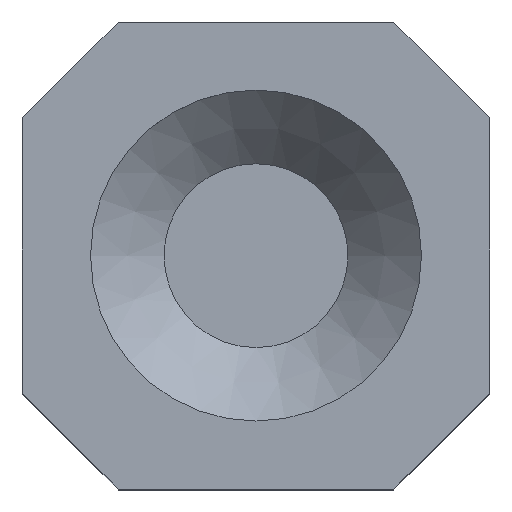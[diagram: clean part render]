
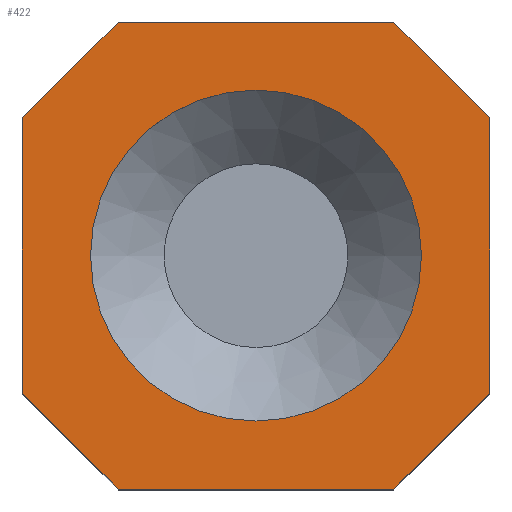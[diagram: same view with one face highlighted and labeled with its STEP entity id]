
A CAD part, top view. The second image highlights one B-rep face of the part: STEP entity #422.
In plain terms, the highlighted planar face has unit normal (0, 0, 1).
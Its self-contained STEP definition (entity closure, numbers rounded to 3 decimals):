
#235 = VERTEX_POINT('',#236);
#236 = CARTESIAN_POINT('',(0.75,1.27,0.));
#244 = VERTEX_POINT('',#245);
#245 = CARTESIAN_POINT('',(1.27,0.75,0.));
#251 = EDGE_CURVE('',#235,#244,#252,.T.);
#252 = LINE('',#253,#254);
#253 = CARTESIAN_POINT('',(0.75,1.27,0.));
#254 = VECTOR('',#255,1.);
#255 = DIRECTION('',(0.707,-0.707,0.));
#268 = VERTEX_POINT('',#269);
#269 = CARTESIAN_POINT('',(-0.75,1.27,0.));
#275 = EDGE_CURVE('',#235,#268,#276,.T.);
#276 = LINE('',#277,#278);
#277 = CARTESIAN_POINT('',(0.75,1.27,0.));
#278 = VECTOR('',#279,1.);
#279 = DIRECTION('',(-1.,0.,0.));
#290 = VERTEX_POINT('',#291);
#291 = CARTESIAN_POINT('',(1.27,-0.75,0.));
#299 = EDGE_CURVE('',#290,#244,#300,.T.);
#300 = LINE('',#301,#302);
#301 = CARTESIAN_POINT('',(1.27,-0.75,0.));
#302 = VECTOR('',#303,1.);
#303 = DIRECTION('',(0.,1.,0.));
#316 = VERTEX_POINT('',#317);
#317 = CARTESIAN_POINT('',(-1.27,0.75,0.));
#323 = EDGE_CURVE('',#268,#316,#324,.T.);
#324 = LINE('',#325,#326);
#325 = CARTESIAN_POINT('',(-0.75,1.27,0.));
#326 = VECTOR('',#327,1.);
#327 = DIRECTION('',(-0.707,-0.707,0.));
#338 = VERTEX_POINT('',#339);
#339 = CARTESIAN_POINT('',(0.75,-1.27,0.));
#347 = EDGE_CURVE('',#338,#290,#348,.T.);
#348 = LINE('',#349,#350);
#349 = CARTESIAN_POINT('',(0.75,-1.27,0.));
#350 = VECTOR('',#351,1.);
#351 = DIRECTION('',(0.707,0.707,0.));
#364 = VERTEX_POINT('',#365);
#365 = CARTESIAN_POINT('',(-1.27,-0.75,0.));
#371 = EDGE_CURVE('',#316,#364,#372,.T.);
#372 = LINE('',#373,#374);
#373 = CARTESIAN_POINT('',(-1.27,0.75,0.));
#374 = VECTOR('',#375,1.);
#375 = DIRECTION('',(0.,-1.,0.));
#386 = VERTEX_POINT('',#387);
#387 = CARTESIAN_POINT('',(-0.75,-1.27,0.));
#395 = EDGE_CURVE('',#386,#338,#396,.T.);
#396 = LINE('',#397,#398);
#397 = CARTESIAN_POINT('',(-0.75,-1.27,0.));
#398 = VECTOR('',#399,1.);
#399 = DIRECTION('',(1.,0.,0.));
#412 = EDGE_CURVE('',#364,#386,#413,.T.);
#413 = LINE('',#414,#415);
#414 = CARTESIAN_POINT('',(-1.27,-0.75,0.));
#415 = VECTOR('',#416,1.);
#416 = DIRECTION('',(0.707,-0.707,0.));
#422 = ADVANCED_FACE('',(#423,#433),#444,.T.);
#423 = FACE_BOUND('',#424,.T.);
#424 = EDGE_LOOP('',(#425,#426,#427,#428,#429,#430,#431,#432));
#425 = ORIENTED_EDGE('',*,*,#251,.F.);
#426 = ORIENTED_EDGE('',*,*,#275,.T.);
#427 = ORIENTED_EDGE('',*,*,#323,.T.);
#428 = ORIENTED_EDGE('',*,*,#371,.T.);
#429 = ORIENTED_EDGE('',*,*,#412,.T.);
#430 = ORIENTED_EDGE('',*,*,#395,.T.);
#431 = ORIENTED_EDGE('',*,*,#347,.T.);
#432 = ORIENTED_EDGE('',*,*,#299,.T.);
#433 = FACE_BOUND('',#434,.T.);
#434 = EDGE_LOOP('',(#435));
#435 = ORIENTED_EDGE('',*,*,#436,.F.);
#436 = EDGE_CURVE('',#437,#437,#439,.T.);
#437 = VERTEX_POINT('',#438);
#438 = CARTESIAN_POINT('',(0.9,0.,0.));
#439 = CIRCLE('',#440,0.9);
#440 = AXIS2_PLACEMENT_3D('',#441,#442,#443);
#441 = CARTESIAN_POINT('',(0.,0.,0.));
#442 = DIRECTION('',(0.,0.,1.));
#443 = DIRECTION('',(1.,0.,0.));
#444 = PLANE('',#445);
#445 = AXIS2_PLACEMENT_3D('',#446,#447,#448);
#446 = CARTESIAN_POINT('',(0.,0.,0.));
#447 = DIRECTION('',(0.,0.,1.));
#448 = DIRECTION('',(1.,0.,0.));
